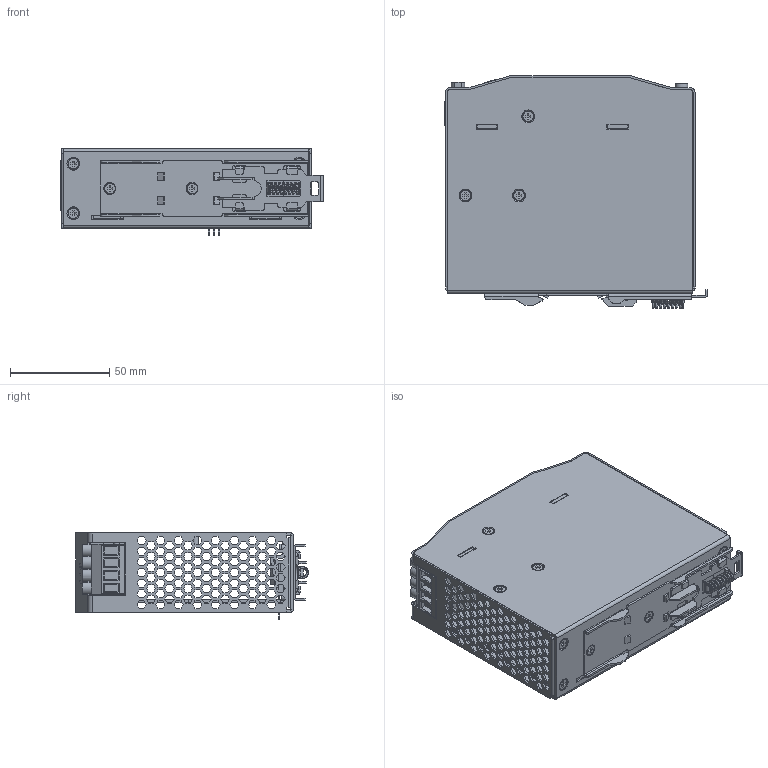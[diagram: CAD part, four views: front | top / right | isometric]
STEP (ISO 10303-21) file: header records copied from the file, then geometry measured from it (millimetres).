
FILE_DESCRIPTION((''),'2;1');
FILE_NAME('EDP-120W_ASM','2020-11-10T',('marketing.praksa'),('Audax d.o.o.'),'CREO PARAMETRIC BY PTC INC, 2017480','CREO PARAMETRIC BY PTC INC, 2017480','');
FILE_SCHEMA(('AUTOMOTIVE_DESIGN { 1 0 10303 214 1 1 1 1 }'));
Products named in the file (29): EDP-120MAIN-170427_1_1; EDP-120INOUT-170427_1_1; ECU73081085_1_1; PIN-XINSITONG1_1_1; PIN-4-XST_1_1; ECU73081085-ZJ_ASM_1_ASM; TO-220-G_1_1_2; 1-79-0052-TRK-2_1_1; EDP-120PBZJ-170427_ASM_1_ASM; 120W-DIKE-0530_1_1; 120W-ZAOKE-0530_2; ECU826210007_11_1_1_2; ECU826210009_7_1_1_2; ECU826210005_2_1_1_2; ECU646810001_ASM_15_ASM_1_1_2_ASM; ECU646810001_ASM_ASM_1_1_2_ASM; 1-79-0052-TRK-2_1; XIAOTOU-M3_1_1_2; KF950A-762-3P_1_1_2; KF635-4P_1_1_2; DIANWEIQI_1_1_2; LEDLIGHT_1_1_2_3; EDP-120ZJ-170427_ASM_2_ASM; TMP_DWG_65_1_1_1; TMP_DWG_65_1_2_1; TMP_DWG_65_1_3_1; CRM-82TO_1_ASM; ASM0003_ASM; EDP-120W_ASM
Assembly tree (40 placements, depth 5):
  EDP-120W_ASM
    EDP-120ZJ-170427_ASM_2_ASM
      EDP-120PBZJ-170427_ASM_1_ASM
        EDP-120MAIN-170427_1_1
        EDP-120INOUT-170427_1_1
        ECU73081085-ZJ_ASM_1_ASM
          ECU73081085_1_1
          PIN-XINSITONG1_1_1  x2
          PIN-4-XST_1_1  x2
        TO-220-G_1_1_2
        1-79-0052-TRK-2_1_1
      120W-DIKE-0530_1_1
      120W-ZAOKE-0530_2
      ECU646810001_ASM_ASM_1_1_2_ASM
        ECU646810001_ASM_15_ASM_1_1_2_ASM
          ECU826210007_11_1_1_2
          ECU826210009_7_1_1_2
          ECU826210005_2_1_1_2
      1-79-0052-TRK-2_1
      XIAOTOU-M3_1_1_2  x11
      KF950A-762-3P_1_1_2
      KF635-4P_1_1_2
      DIANWEIQI_1_1_2
      LEDLIGHT_1_1_2_3
    ASM0003_ASM
      CRM-82TO_1_ASM
        TMP_DWG_65_1_1_1
        TMP_DWG_65_1_2_1
        TMP_DWG_65_1_3_1
Bounding box: 132.8 x 117.5 x 43.5 mm (x, y, z)
Volume: 104037.9 mm3; surface area: 144947.4 mm2
Topology: 33 solids, 37 shells, 2915 faces, 8085 edges, 5279 vertices
Faces by surface type: plane 2437, cylinder 352, cone 78, torus 24, bspline 22, sphere 2
Entity records: 129960 total; most frequent: CARTESIAN_POINT 19571, ORIENTED_EDGE 14542, DIRECTION 13466, PRESENTATION_STYLE_ASSIGNMENT 9770, STYLED_ITEM 9770, EDGE_CURVE 7279, CURVE_STYLE 7135, VECTOR 6390
